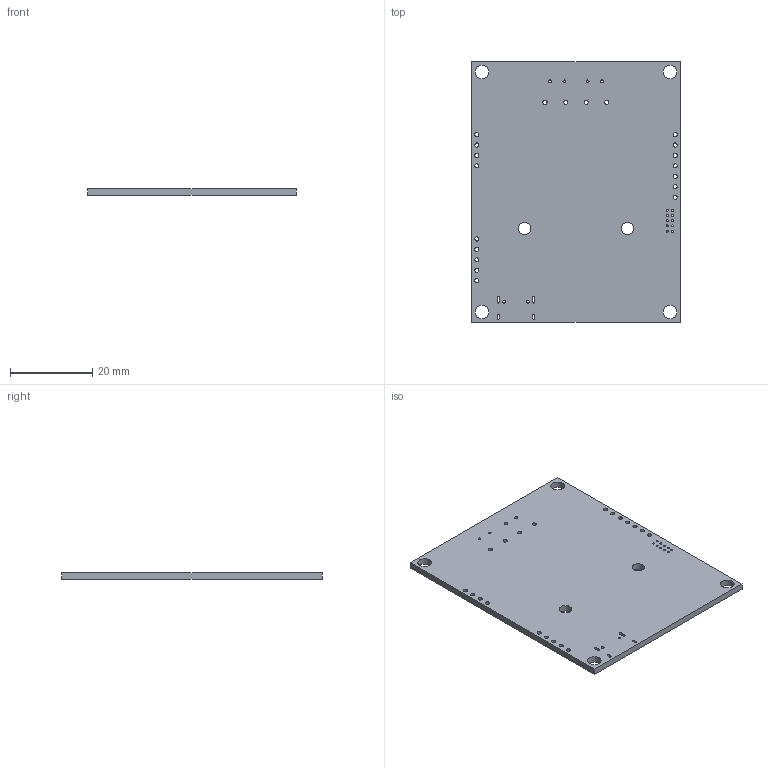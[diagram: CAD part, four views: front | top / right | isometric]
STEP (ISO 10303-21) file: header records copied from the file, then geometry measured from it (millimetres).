
FILE_DESCRIPTION(('KiCad electronic assembly'),'2;1');
FILE_NAME('kicadBoard.step','2022-11-20T08:57:47',('Pcbnew'),('Kicad'), 'Open CASCADE STEP processor 7.6','KiCad to STEP converter','Unknown' );
FILE_SCHEMA(('AUTOMOTIVE_DESIGN { 1 0 10303 214 1 1 1 1 }'));
Length unit declared in the file: millimetre
Products named in the file (2): kicadBoard 1; kicadBoard PCB
Assembly tree (1 placements, depth 2):
  kicadBoard 1
    kicadBoard PCB
Bounding box: 50.8 x 63.5 x 1.6 mm (x, y, z)
Volume: 5046 mm3; surface area: 6941.2 mm2
Topology: 1 solids, 1 shells, 64 faces, 186 edges, 124 vertices
Faces by surface type: cylinder 50, plane 14
Full cylindrical faces by diameter (mm): 0.508 x10, 0.65 x2, 0.7 x4, 1.016 x20, 3 x2, 3.302 x4
Entity records: 5119 total; most frequent: CARTESIAN_POINT 1348, DIRECTION 690, ORIENTED_EDGE 372, PCURVE 372, DEFINITIONAL_REPRESENTATION 372, LINE 358, VECTOR 358, EDGE_CURVE 186
